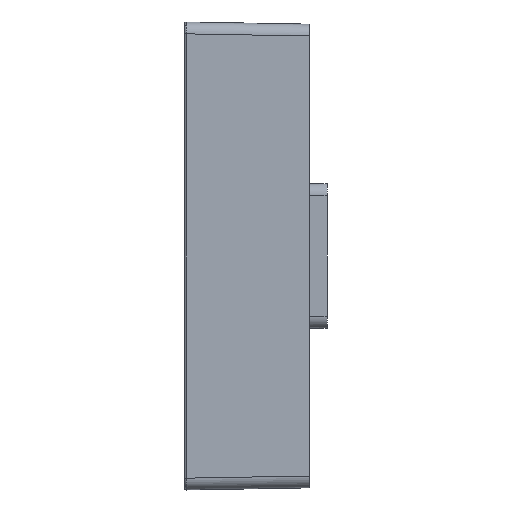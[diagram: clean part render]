
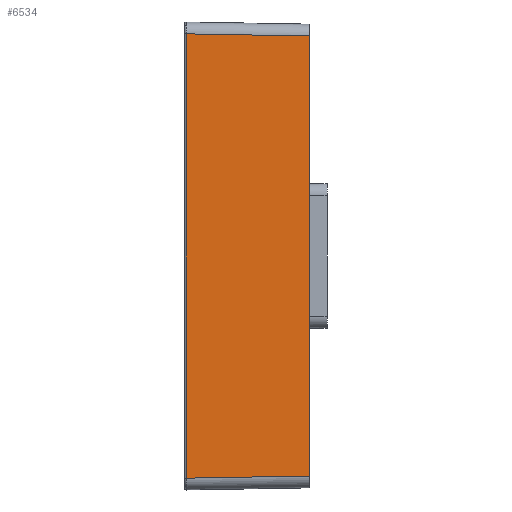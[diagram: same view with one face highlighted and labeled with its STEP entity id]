
A CAD part, left-side view. The second image highlights one B-rep face of the part: STEP entity #6534.
In plain terms, the highlighted planar face has unit normal (-1, -0.018, 0).
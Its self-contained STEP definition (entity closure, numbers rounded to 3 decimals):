
#373 = CARTESIAN_POINT ( 'NONE',  ( -245.167, -105., 185.669 ) ) ;
#1701 = DIRECTION ( 'NONE',  ( 0.017, -1., 0.017 ) ) ;
#1952 = ORIENTED_EDGE ( 'NONE', *, *, #3050, .T. ) ;
#2224 = EDGE_CURVE ( 'NONE', #3179, #9414, #2881, .T. ) ;
#2417 = VECTOR ( 'NONE', #11176, 1000. ) ;
#2481 = CARTESIAN_POINT ( 'NONE',  ( -246.982, -1.017, 187.484 ) ) ;
#2881 = LINE ( 'NONE', #5106, #7721 ) ;
#3050 = EDGE_CURVE ( 'NONE', #7797, #12146, #4943, .T. ) ;
#3118 = FACE_OUTER_BOUND ( 'NONE', #6340, .T. ) ;
#3179 = VERTEX_POINT ( 'NONE', #3743 ) ;
#3743 = CARTESIAN_POINT ( 'NONE',  ( -245.167, -105., -185.669 ) ) ;
#3883 = LINE ( 'NONE', #7992, #11059 ) ;
#3907 = EDGE_CURVE ( 'NONE', #9414, #7797, #3883, .T. ) ;
#4424 = AXIS2_PLACEMENT_3D ( 'NONE', #9859, #5930, #9940 ) ;
#4943 = LINE ( 'NONE', #10199, #2417 ) ;
#5106 = CARTESIAN_POINT ( 'NONE',  ( -245.167, -105., 0. ) ) ;
#5186 = ORIENTED_EDGE ( 'NONE', *, *, #8645, .T. ) ;
#5930 = DIRECTION ( 'NONE',  ( -1., -0.017, 0. ) ) ;
#6340 = EDGE_LOOP ( 'NONE', ( #8895, #1952, #5186, #12304 ) ) ;
#6455 = CARTESIAN_POINT ( 'NONE',  ( -246.883, -6.716, -187.384 ) ) ;
#6534 = ADVANCED_FACE ( 'NONE', ( #3118 ), #8983, .T. ) ;
#7721 = VECTOR ( 'NONE', #8411, 1000. ) ;
#7797 = VERTEX_POINT ( 'NONE', #2481 ) ;
#7992 = CARTESIAN_POINT ( 'NONE',  ( -247.003, 0.174, 187.505 ) ) ;
#8411 = DIRECTION ( 'NONE',  ( 0., 0., 1. ) ) ;
#8645 = EDGE_CURVE ( 'NONE', #12146, #3179, #8998, .T. ) ;
#8895 = ORIENTED_EDGE ( 'NONE', *, *, #3907, .T. ) ;
#8983 = PLANE ( 'NONE',  #4424 ) ;
#8998 = LINE ( 'NONE', #6455, #9312 ) ;
#9312 = VECTOR ( 'NONE', #1701, 1000. ) ;
#9414 = VERTEX_POINT ( 'NONE', #373 ) ;
#9859 = CARTESIAN_POINT ( 'NONE',  ( -247., 0., 197.5 ) ) ;
#9940 = DIRECTION ( 'NONE',  ( 0.017, -1., 0. ) ) ;
#10199 = CARTESIAN_POINT ( 'NONE',  ( -246.982, -1.017, 197.5 ) ) ;
#10508 = CARTESIAN_POINT ( 'NONE',  ( -246.982, -1.017, -187.484 ) ) ;
#11059 = VECTOR ( 'NONE', #11784, 1000. ) ;
#11176 = DIRECTION ( 'NONE',  ( 0., 0., -1. ) ) ;
#11784 = DIRECTION ( 'NONE',  ( -0.017, 1., 0.017 ) ) ;
#12146 = VERTEX_POINT ( 'NONE', #10508 ) ;
#12304 = ORIENTED_EDGE ( 'NONE', *, *, #2224, .T. ) ;
